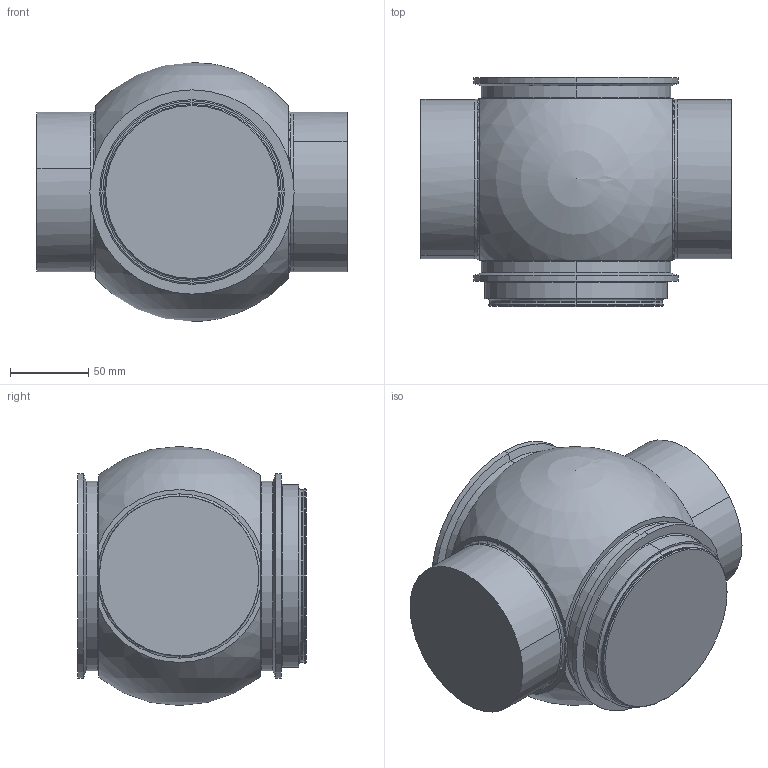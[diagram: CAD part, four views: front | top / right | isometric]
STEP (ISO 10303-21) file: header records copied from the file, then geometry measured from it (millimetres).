
FILE_DESCRIPTION (( 'STEP AP214' ), '1' );
FILE_NAME ('102460.STEP', '2017-11-02T20:47:07', ( '' ), ( '' ), 'SwSTEP 2.0', 'SolidWorks 2014', '' );
FILE_SCHEMA (( 'AUTOMOTIVE_DESIGN' ));
Length unit declared in the file: inch
Products named in the file (1): 102460
Bounding box: 197.61 x 145.8 x 165.1 mm (x, y, z)
Volume: 2801994.4 mm3; surface area: 122155.8 mm2
Topology: 1 solids, 1 shells, 56 faces, 130 edges, 78 vertices
Faces by surface type: cylinder 22, torus 14, plane 12, cone 6, sphere 2
Entity records: 1660 total; most frequent: CARTESIAN_POINT 319, DIRECTION 318, ORIENTED_EDGE 248, AXIS2_PLACEMENT_3D 141, EDGE_CURVE 124, CIRCLE 84, VERTEX_POINT 74, EDGE_LOOP 60
